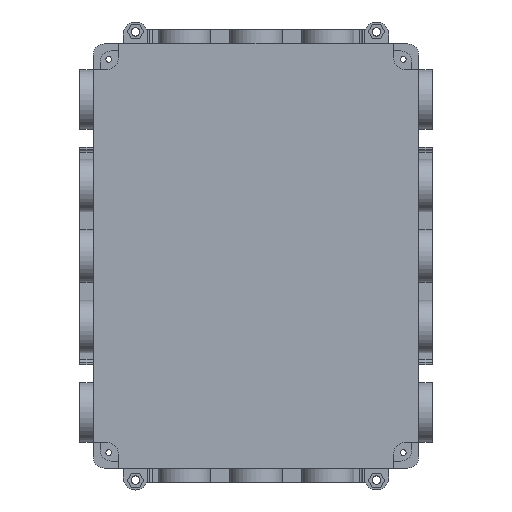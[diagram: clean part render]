
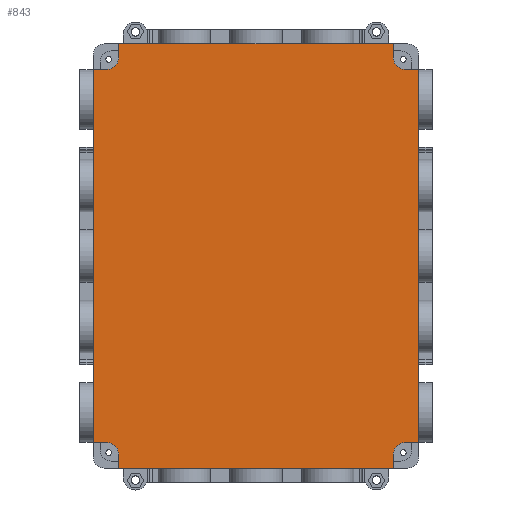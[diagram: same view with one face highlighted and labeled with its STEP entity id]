
A CAD part, front view. The second image highlights one B-rep face of the part: STEP entity #843.
In plain terms, the highlighted planar face has unit normal (0, -1, 0).
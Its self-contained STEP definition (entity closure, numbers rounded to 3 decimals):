
#1 = VERTEX_POINT ( 'NONE', #184 ) ;
#13 = EDGE_CURVE ( 'NONE', #2941, #5747, #3115, .T. ) ;
#29 = AXIS2_PLACEMENT_3D ( 'NONE', #2429, #7241, #3113 ) ;
#133 = CARTESIAN_POINT ( 'NONE',  ( 122.5, 0., 132.5 ) ) ;
#154 = ORIENTED_EDGE ( 'NONE', *, *, #861, .F. ) ;
#184 = CARTESIAN_POINT ( 'NONE',  ( 105.5, 0., -132.5 ) ) ;
#248 = ORIENTED_EDGE ( 'NONE', *, *, #5416, .F. ) ;
#293 = EDGE_LOOP ( 'NONE', ( #154, #6023, #4218, #4910, #8445, #4878, #5017, #5846, #248, #1897, #4735, #7315, #4829, #3364, #5596, #5622 ) ) ;
#295 = EDGE_CURVE ( 'NONE', #5747, #7776, #1169, .T. ) ;
#341 = VECTOR ( 'NONE', #8370, 1000. ) ;
#431 = PLANE ( 'NONE',  #2055 ) ;
#532 = CARTESIAN_POINT ( 'NONE',  ( -115.5, 0., -150.5 ) ) ;
#567 = VECTOR ( 'NONE', #2702, 1000. ) ;
#718 = CARTESIAN_POINT ( 'NONE',  ( -97.5, 0., 150.5 ) ) ;
#841 = CARTESIAN_POINT ( 'NONE',  ( -97.5, 0., 140.5 ) ) ;
#843 = ADVANCED_FACE ( 'NONE', ( #7526 ), #431, .T. ) ;
#861 = EDGE_CURVE ( 'NONE', #6930, #7376, #1818, .T. ) ;
#1136 = CARTESIAN_POINT ( 'NONE',  ( -105.5, 0., -140.5 ) ) ;
#1169 = LINE ( 'NONE', #3177, #8070 ) ;
#1195 = CARTESIAN_POINT ( 'NONE',  ( 0., 0., 132.5 ) ) ;
#1266 = CARTESIAN_POINT ( 'NONE',  ( 97.5, 0., 140.5 ) ) ;
#1516 = CIRCLE ( 'NONE', #6030, 8. ) ;
#1549 = CARTESIAN_POINT ( 'NONE',  ( -97.5, 0., -150.5 ) ) ;
#1558 = CARTESIAN_POINT ( 'NONE',  ( -105.5, 0., 140.5 ) ) ;
#1584 = VECTOR ( 'NONE', #1765, 1000. ) ;
#1592 = CARTESIAN_POINT ( 'NONE',  ( 115.5, 0., -132.5 ) ) ;
#1671 = VERTEX_POINT ( 'NONE', #1266 ) ;
#1672 = CARTESIAN_POINT ( 'NONE',  ( 97.5, 0., 150.5 ) ) ;
#1675 = CIRCLE ( 'NONE', #29, 8. ) ;
#1694 = LINE ( 'NONE', #133, #3302 ) ;
#1765 = DIRECTION ( 'NONE',  ( -1., 0., 0. ) ) ;
#1818 = LINE ( 'NONE', #8712, #8931 ) ;
#1826 = DIRECTION ( 'NONE',  ( 0., 0., 1. ) ) ;
#1883 = DIRECTION ( 'NONE',  ( -1., 0., 0. ) ) ;
#1888 = DIRECTION ( 'NONE',  ( 1., 0., 0. ) ) ;
#1897 = ORIENTED_EDGE ( 'NONE', *, *, #4031, .F. ) ;
#1914 = DIRECTION ( 'NONE',  ( 0., 0., -1. ) ) ;
#1991 = VECTOR ( 'NONE', #2633, 1000. ) ;
#2004 = CARTESIAN_POINT ( 'NONE',  ( -115.5, 0., 150.5 ) ) ;
#2026 = CARTESIAN_POINT ( 'NONE',  ( 97.5, 0., -150.5 ) ) ;
#2055 = AXIS2_PLACEMENT_3D ( 'NONE', #5249, #6643, #2511 ) ;
#2240 = CARTESIAN_POINT ( 'NONE',  ( 105.5, 0., 140.5 ) ) ;
#2248 = DIRECTION ( 'NONE',  ( 0., 0., -1. ) ) ;
#2429 = CARTESIAN_POINT ( 'NONE',  ( 105.5, 0., -140.5 ) ) ;
#2511 = DIRECTION ( 'NONE',  ( 0., 0., -1. ) ) ;
#2633 = DIRECTION ( 'NONE',  ( 0., 0., 1. ) ) ;
#2702 = DIRECTION ( 'NONE',  ( 1., 0., 0. ) ) ;
#2749 = CARTESIAN_POINT ( 'NONE',  ( -97.5, 0., -140.5 ) ) ;
#2794 = EDGE_CURVE ( 'NONE', #4556, #6930, #6997, .T. ) ;
#2813 = VERTEX_POINT ( 'NONE', #4678 ) ;
#2935 = DIRECTION ( 'NONE',  ( 0., 0., 1. ) ) ;
#2941 = VERTEX_POINT ( 'NONE', #6195 ) ;
#3113 = DIRECTION ( 'NONE',  ( 0., 0., -1. ) ) ;
#3115 = CIRCLE ( 'NONE', #4384, 8. ) ;
#3177 = CARTESIAN_POINT ( 'NONE',  ( -97.5, 0., 157.5 ) ) ;
#3198 = DIRECTION ( 'NONE',  ( 0., 0., 1. ) ) ;
#3283 = EDGE_CURVE ( 'NONE', #3609, #8541, #5666, .T. ) ;
#3297 = LINE ( 'NONE', #8050, #8375 ) ;
#3302 = VECTOR ( 'NONE', #7709, 1000. ) ;
#3318 = VECTOR ( 'NONE', #1883, 1000. ) ;
#3364 = ORIENTED_EDGE ( 'NONE', *, *, #3283, .F. ) ;
#3389 = CARTESIAN_POINT ( 'NONE',  ( 97.5, 0., -140.5 ) ) ;
#3609 = VERTEX_POINT ( 'NONE', #5281 ) ;
#3846 = CARTESIAN_POINT ( 'NONE',  ( -122.5, 0., -132.5 ) ) ;
#3870 = CARTESIAN_POINT ( 'NONE',  ( 105.5, 0., 132.5 ) ) ;
#4031 = EDGE_CURVE ( 'NONE', #7776, #7021, #8110, .T. ) ;
#4094 = DIRECTION ( 'NONE',  ( -1., 0., 0. ) ) ;
#4172 = VECTOR ( 'NONE', #1888, 1000. ) ;
#4218 = ORIENTED_EDGE ( 'NONE', *, *, #8432, .F. ) ;
#4384 = AXIS2_PLACEMENT_3D ( 'NONE', #1558, #6392, #2248 ) ;
#4454 = VERTEX_POINT ( 'NONE', #3870 ) ;
#4556 = VERTEX_POINT ( 'NONE', #2026 ) ;
#4654 = CARTESIAN_POINT ( 'NONE',  ( 97.5, 0., -157.5 ) ) ;
#4678 = CARTESIAN_POINT ( 'NONE',  ( -105.5, 0., -132.5 ) ) ;
#4735 = ORIENTED_EDGE ( 'NONE', *, *, #295, .F. ) ;
#4746 = CARTESIAN_POINT ( 'NONE',  ( 115.5, 0., 132.5 ) ) ;
#4771 = CARTESIAN_POINT ( 'NONE',  ( -115.5, 0., 132.5 ) ) ;
#4782 = LINE ( 'NONE', #6145, #8013 ) ;
#4829 = ORIENTED_EDGE ( 'NONE', *, *, #5315, .F. ) ;
#4878 = ORIENTED_EDGE ( 'NONE', *, *, #6112, .F. ) ;
#4910 = ORIENTED_EDGE ( 'NONE', *, *, #8081, .F. ) ;
#4931 = EDGE_CURVE ( 'NONE', #4454, #7661, #1694, .T. ) ;
#5017 = ORIENTED_EDGE ( 'NONE', *, *, #4931, .F. ) ;
#5206 = EDGE_CURVE ( 'NONE', #2813, #3609, #6866, .T. ) ;
#5249 = CARTESIAN_POINT ( 'NONE',  ( 0., 0., 0. ) ) ;
#5281 = CARTESIAN_POINT ( 'NONE',  ( -115.5, 0., -132.5 ) ) ;
#5315 = EDGE_CURVE ( 'NONE', #8541, #2941, #6443, .T. ) ;
#5416 = EDGE_CURVE ( 'NONE', #7021, #1671, #3297, .T. ) ;
#5596 = ORIENTED_EDGE ( 'NONE', *, *, #5206, .F. ) ;
#5622 = ORIENTED_EDGE ( 'NONE', *, *, #6013, .F. ) ;
#5666 = LINE ( 'NONE', #6763, #1991 ) ;
#5747 = VERTEX_POINT ( 'NONE', #841 ) ;
#5846 = ORIENTED_EDGE ( 'NONE', *, *, #6183, .F. ) ;
#5966 = DIRECTION ( 'NONE',  ( 0., -1., 0. ) ) ;
#6013 = EDGE_CURVE ( 'NONE', #7376, #2813, #8748, .T. ) ;
#6023 = ORIENTED_EDGE ( 'NONE', *, *, #2794, .F. ) ;
#6030 = AXIS2_PLACEMENT_3D ( 'NONE', #2240, #7057, #2935 ) ;
#6112 = EDGE_CURVE ( 'NONE', #7661, #8162, #7877, .T. ) ;
#6145 = CARTESIAN_POINT ( 'NONE',  ( 0., 0., -132.5 ) ) ;
#6183 = EDGE_CURVE ( 'NONE', #1671, #4454, #1516, .T. ) ;
#6195 = CARTESIAN_POINT ( 'NONE',  ( -105.5, 0., 132.5 ) ) ;
#6392 = DIRECTION ( 'NONE',  ( 0., -1., 0. ) ) ;
#6443 = LINE ( 'NONE', #1195, #4172 ) ;
#6643 = DIRECTION ( 'NONE',  ( 0., -1., 0. ) ) ;
#6700 = DIRECTION ( 'NONE',  ( 0., 0., -1. ) ) ;
#6763 = CARTESIAN_POINT ( 'NONE',  ( -115.5, 0., 150.5 ) ) ;
#6866 = LINE ( 'NONE', #3846, #1584 ) ;
#6930 = VERTEX_POINT ( 'NONE', #1549 ) ;
#6997 = LINE ( 'NONE', #532, #3318 ) ;
#7021 = VERTEX_POINT ( 'NONE', #1672 ) ;
#7057 = DIRECTION ( 'NONE',  ( 0., -1., 0. ) ) ;
#7241 = DIRECTION ( 'NONE',  ( 0., -1., 0. ) ) ;
#7315 = ORIENTED_EDGE ( 'NONE', *, *, #13, .F. ) ;
#7376 = VERTEX_POINT ( 'NONE', #2749 ) ;
#7526 = FACE_OUTER_BOUND ( 'NONE', #293, .T. ) ;
#7661 = VERTEX_POINT ( 'NONE', #4746 ) ;
#7673 = CARTESIAN_POINT ( 'NONE',  ( 115.5, 0., 150.5 ) ) ;
#7709 = DIRECTION ( 'NONE',  ( 1., 0., 0. ) ) ;
#7714 = VERTEX_POINT ( 'NONE', #3389 ) ;
#7776 = VERTEX_POINT ( 'NONE', #718 ) ;
#7877 = LINE ( 'NONE', #7673, #341 ) ;
#8013 = VECTOR ( 'NONE', #4094, 1000. ) ;
#8025 = VECTOR ( 'NONE', #1914, 1000. ) ;
#8050 = CARTESIAN_POINT ( 'NONE',  ( 97.5, 0., 0. ) ) ;
#8070 = VECTOR ( 'NONE', #8699, 1000. ) ;
#8081 = EDGE_CURVE ( 'NONE', #1, #7714, #1675, .T. ) ;
#8110 = LINE ( 'NONE', #2004, #567 ) ;
#8162 = VERTEX_POINT ( 'NONE', #1592 ) ;
#8190 = AXIS2_PLACEMENT_3D ( 'NONE', #1136, #5966, #1826 ) ;
#8232 = LINE ( 'NONE', #4654, #8025 ) ;
#8370 = DIRECTION ( 'NONE',  ( 0., 0., -1. ) ) ;
#8375 = VECTOR ( 'NONE', #6700, 1000. ) ;
#8432 = EDGE_CURVE ( 'NONE', #7714, #4556, #8232, .T. ) ;
#8445 = ORIENTED_EDGE ( 'NONE', *, *, #8879, .F. ) ;
#8541 = VERTEX_POINT ( 'NONE', #4771 ) ;
#8699 = DIRECTION ( 'NONE',  ( 0., 0., 1. ) ) ;
#8712 = CARTESIAN_POINT ( 'NONE',  ( -97.5, 0., 0. ) ) ;
#8748 = CIRCLE ( 'NONE', #8190, 8. ) ;
#8879 = EDGE_CURVE ( 'NONE', #8162, #1, #4782, .T. ) ;
#8931 = VECTOR ( 'NONE', #3198, 1000. ) ;
